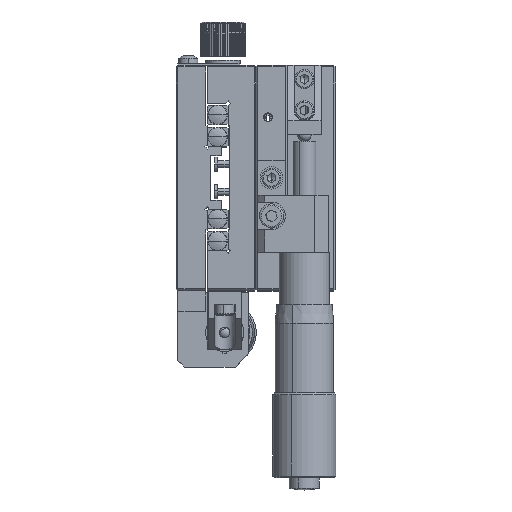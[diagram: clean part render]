
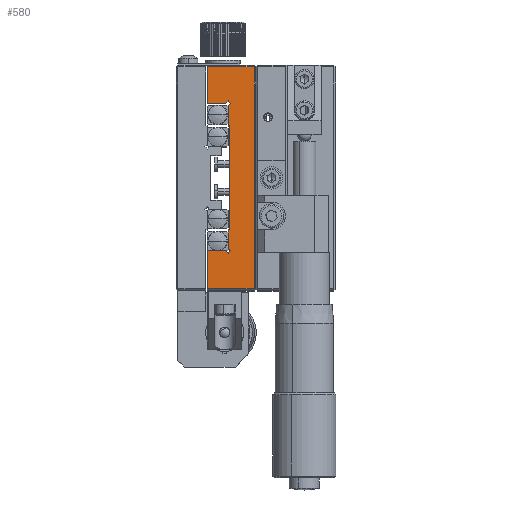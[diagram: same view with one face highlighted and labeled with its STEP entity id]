
A CAD part, top view. The second image highlights one B-rep face of the part: STEP entity #580.
In plain terms, the highlighted planar face has unit normal (0, 0, 1).
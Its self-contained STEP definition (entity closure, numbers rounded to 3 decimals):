
#545 = CARTESIAN_POINT ( 'NONE',  ( -4.48, 18.359, 32.5 ) ) ;
#580 = ADVANCED_FACE ( 'NONE', ( #26946 ), #49005, .T. ) ;
#620 = ORIENTED_EDGE ( 'NONE', *, *, #21894, .T. ) ;
#626 = EDGE_CURVE ( 'NONE', #21967, #29572, #31740, .T. ) ;
#688 = ORIENTED_EDGE ( 'NONE', *, *, #22515, .F. ) ;
#776 = CARTESIAN_POINT ( 'NONE',  ( 2.313, 29.359, 32.5 ) ) ;
#963 = CARTESIAN_POINT ( 'NONE',  ( -4.48, 18.359, 32.5 ) ) ;
#1028 = CARTESIAN_POINT ( 'NONE',  ( -4.687, 11.859, 32.5 ) ) ;
#2132 = LINE ( 'NONE', #49440, #35840 ) ;
#2494 = VERTEX_POINT ( 'NONE', #24767 ) ;
#2676 = EDGE_CURVE ( 'NONE', #19547, #44968, #35207, .T. ) ;
#2815 = CARTESIAN_POINT ( 'NONE',  ( -11.187, -24.141, 32.5 ) ) ;
#3717 = CARTESIAN_POINT ( 'NONE',  ( -11.187, 18.359, 32.5 ) ) ;
#4262 = CARTESIAN_POINT ( 'NONE',  ( -5.187, -24.848, 32.5 ) ) ;
#4284 = CARTESIAN_POINT ( 'NONE',  ( -11.187, -35.141, 32.5 ) ) ;
#4690 = VERTEX_POINT ( 'NONE', #15844 ) ;
#5179 = ORIENTED_EDGE ( 'NONE', *, *, #12817, .F. ) ;
#5275 = CARTESIAN_POINT ( 'NONE',  ( -5.187, -23.434, 32.5 ) ) ;
#5387 = CARTESIAN_POINT ( 'NONE',  ( -5.894, -24.141, 32.5 ) ) ;
#6055 = ORIENTED_EDGE ( 'NONE', *, *, #11392, .F. ) ;
#6417 = ORIENTED_EDGE ( 'NONE', *, *, #626, .F. ) ;
#6460 = CARTESIAN_POINT ( 'NONE',  ( -5.894, -24.141, 32.5 ) ) ;
#7326 = LINE ( 'NONE', #40801, #15143 ) ;
#7462 = ORIENTED_EDGE ( 'NONE', *, *, #20600, .F. ) ;
#7791 = ORIENTED_EDGE ( 'NONE', *, *, #47041, .T. ) ;
#8198 = VERTEX_POINT ( 'NONE', #42784 ) ;
#9037 = CARTESIAN_POINT ( 'NONE',  ( -4.687, 11.859, 32.5 ) ) ;
#9228 = ORIENTED_EDGE ( 'NONE', *, *, #22171, .F. ) ;
#9243 = CARTESIAN_POINT ( 'NONE',  ( 2.313, -35.141, 32.5 ) ) ;
#9252 = VECTOR ( 'NONE', #12073, 1000. ) ;
#9677 = DIRECTION ( 'NONE',  ( -0.707, 0.707, 0. ) ) ;
#10473 = EDGE_CURVE ( 'NONE', #44875, #43027, #39388, .T. ) ;
#11189 = LINE ( 'NONE', #40611, #28612 ) ;
#11392 = EDGE_CURVE ( 'NONE', #44968, #4690, #19468, .T. ) ;
#12073 = DIRECTION ( 'NONE',  ( 0., 1., 0. ) ) ;
#12170 = EDGE_CURVE ( 'NONE', #43065, #2494, #12208, .T. ) ;
#12208 = LINE ( 'NONE', #41224, #26616 ) ;
#12432 = LINE ( 'NONE', #9037, #48333 ) ;
#12576 = ORIENTED_EDGE ( 'NONE', *, *, #12170, .F. ) ;
#12674 = EDGE_CURVE ( 'NONE', #29572, #22823, #44035, .T. ) ;
#12817 = EDGE_CURVE ( 'NONE', #43027, #43065, #16166, .T. ) ;
#14058 = DIRECTION ( 'NONE',  ( 0.707, 0.707, 0. ) ) ;
#14265 = ORIENTED_EDGE ( 'NONE', *, *, #26405, .F. ) ;
#14342 = CARTESIAN_POINT ( 'NONE',  ( 2.813, 29.359, 32.5 ) ) ;
#14411 = LINE ( 'NONE', #19622, #33634 ) ;
#14609 = LINE ( 'NONE', #42648, #21216 ) ;
#15143 = VECTOR ( 'NONE', #29913, 1000. ) ;
#15171 = CARTESIAN_POINT ( 'NONE',  ( -4.48, -24.141, 32.5 ) ) ;
#15288 = EDGE_CURVE ( 'NONE', #21967, #20269, #2132, .T. ) ;
#15810 = VERTEX_POINT ( 'NONE', #4262 ) ;
#15844 = CARTESIAN_POINT ( 'NONE',  ( -11.187, 28.859, 32.5 ) ) ;
#16123 = VECTOR ( 'NONE', #33972, 1000. ) ;
#16166 = LINE ( 'NONE', #545, #40175 ) ;
#16266 = DIRECTION ( 'NONE',  ( 0., 1., 0. ) ) ;
#16777 = CARTESIAN_POINT ( 'NONE',  ( -5.187, 17.652, 32.5 ) ) ;
#16797 = VERTEX_POINT ( 'NONE', #24547 ) ;
#17409 = CARTESIAN_POINT ( 'NONE',  ( -5.187, -18.141, 32.5 ) ) ;
#17462 = LINE ( 'NONE', #776, #30083 ) ;
#17631 = LINE ( 'NONE', #48402, #36839 ) ;
#17801 = ORIENTED_EDGE ( 'NONE', *, *, #15288, .T. ) ;
#18040 = DIRECTION ( 'NONE',  ( 1., 0., 0. ) ) ;
#18172 = CARTESIAN_POINT ( 'NONE',  ( 2.313, 28.859, 32.5 ) ) ;
#18268 = DIRECTION ( 'NONE',  ( -0.707, 0.707, 0. ) ) ;
#18850 = VECTOR ( 'NONE', #30524, 1000. ) ;
#19103 = CARTESIAN_POINT ( 'NONE',  ( -11.187, 28.859, 32.5 ) ) ;
#19468 = LINE ( 'NONE', #49596, #9252 ) ;
#19547 = VERTEX_POINT ( 'NONE', #42503 ) ;
#19622 = CARTESIAN_POINT ( 'NONE',  ( -5.187, 19.066, 32.5 ) ) ;
#20269 = VERTEX_POINT ( 'NONE', #9243 ) ;
#20535 = ORIENTED_EDGE ( 'NONE', *, *, #12674, .F. ) ;
#20600 = EDGE_CURVE ( 'NONE', #8198, #34282, #12432, .T. ) ;
#20907 = CARTESIAN_POINT ( 'NONE',  ( -5.187, 17.652, 32.5 ) ) ;
#21216 = VECTOR ( 'NONE', #46209, 1000. ) ;
#21454 = DIRECTION ( 'NONE',  ( 1., 0., 0. ) ) ;
#21894 = EDGE_CURVE ( 'NONE', #35776, #4690, #44068, .T. ) ;
#21967 = VERTEX_POINT ( 'NONE', #4284 ) ;
#22171 = EDGE_CURVE ( 'NONE', #30602, #38755, #29649, .T. ) ;
#22273 = CARTESIAN_POINT ( 'NONE',  ( -5.187, 11.859, 32.5 ) ) ;
#22515 = EDGE_CURVE ( 'NONE', #34282, #44875, #14609, .T. ) ;
#22823 = VERTEX_POINT ( 'NONE', #5387 ) ;
#23688 = DIRECTION ( 'NONE',  ( -0.707, -0.707, 0. ) ) ;
#24547 = CARTESIAN_POINT ( 'NONE',  ( -5.187, -18.141, 32.5 ) ) ;
#24675 = DIRECTION ( 'NONE',  ( 0., 1., 0. ) ) ;
#24767 = CARTESIAN_POINT ( 'NONE',  ( -5.187, 19.066, 32.5 ) ) ;
#24789 = DIRECTION ( 'NONE',  ( 0., 1., 0. ) ) ;
#26405 = EDGE_CURVE ( 'NONE', #2494, #19547, #14411, .T. ) ;
#26616 = VECTOR ( 'NONE', #18268, 1000. ) ;
#26946 = FACE_OUTER_BOUND ( 'NONE', #39297, .T. ) ;
#28612 = VECTOR ( 'NONE', #43813, 1000. ) ;
#29048 = ORIENTED_EDGE ( 'NONE', *, *, #43649, .F. ) ;
#29572 = VERTEX_POINT ( 'NONE', #2815 ) ;
#29649 = LINE ( 'NONE', #5275, #34466 ) ;
#29913 = DIRECTION ( 'NONE',  ( 0.707, -0.707, 0. ) ) ;
#30083 = VECTOR ( 'NONE', #16266, 1000. ) ;
#30524 = DIRECTION ( 'NONE',  ( -1., 0., 0. ) ) ;
#30602 = VERTEX_POINT ( 'NONE', #15171 ) ;
#30879 = VECTOR ( 'NONE', #21454, 1000. ) ;
#31483 = AXIS2_PLACEMENT_3D ( 'NONE', #14342, #37638, #18040 ) ;
#31740 = LINE ( 'NONE', #34147, #16123 ) ;
#33634 = VECTOR ( 'NONE', #23688, 1000. ) ;
#33972 = DIRECTION ( 'NONE',  ( 0., 1., 0. ) ) ;
#34002 = VECTOR ( 'NONE', #24789, 1000. ) ;
#34147 = CARTESIAN_POINT ( 'NONE',  ( -11.187, -24.141, 32.5 ) ) ;
#34228 = CARTESIAN_POINT ( 'NONE',  ( -5.187, -23.434, 32.5 ) ) ;
#34282 = VERTEX_POINT ( 'NONE', #1028 ) ;
#34313 = DIRECTION ( 'NONE',  ( -1., 0., 0. ) ) ;
#34359 = DIRECTION ( 'NONE',  ( 1., 0., 0. ) ) ;
#34466 = VECTOR ( 'NONE', #9677, 1000. ) ;
#34672 = CARTESIAN_POINT ( 'NONE',  ( -11.187, 18.359, 32.5 ) ) ;
#34867 = EDGE_CURVE ( 'NONE', #15810, #30602, #17631, .T. ) ;
#35207 = LINE ( 'NONE', #3717, #44753 ) ;
#35346 = DIRECTION ( 'NONE',  ( 0.707, 0.707, 0. ) ) ;
#35776 = VERTEX_POINT ( 'NONE', #18172 ) ;
#35840 = VECTOR ( 'NONE', #36060, 1000. ) ;
#36060 = DIRECTION ( 'NONE',  ( 1., 0., 0. ) ) ;
#36839 = VECTOR ( 'NONE', #14058, 1000. ) ;
#37638 = DIRECTION ( 'NONE',  ( 0., 0., 1. ) ) ;
#38003 = LINE ( 'NONE', #17409, #30879 ) ;
#38755 = VERTEX_POINT ( 'NONE', #34228 ) ;
#38782 = ORIENTED_EDGE ( 'NONE', *, *, #44297, .F. ) ;
#39297 = EDGE_LOOP ( 'NONE', ( #6417, #17801, #7791, #620, #6055, #49470, #14265, #12576, #5179, #45367, #688, #7462, #29048, #44364, #9228, #44286, #38782, #20535 ) ) ;
#39388 = LINE ( 'NONE', #20907, #34002 ) ;
#40175 = VECTOR ( 'NONE', #35346, 1000. ) ;
#40383 = VECTOR ( 'NONE', #34359, 1000. ) ;
#40611 = CARTESIAN_POINT ( 'NONE',  ( -5.187, -18.141, 32.5 ) ) ;
#40801 = CARTESIAN_POINT ( 'NONE',  ( -5.187, -24.848, 32.5 ) ) ;
#41224 = CARTESIAN_POINT ( 'NONE',  ( -5.187, 19.066, 32.5 ) ) ;
#41882 = EDGE_CURVE ( 'NONE', #38755, #16797, #11189, .T. ) ;
#42503 = CARTESIAN_POINT ( 'NONE',  ( -5.894, 18.359, 32.5 ) ) ;
#42648 = CARTESIAN_POINT ( 'NONE',  ( -5.187, 11.859, 32.5 ) ) ;
#42784 = CARTESIAN_POINT ( 'NONE',  ( -4.687, -18.141, 32.5 ) ) ;
#43027 = VERTEX_POINT ( 'NONE', #16777 ) ;
#43065 = VERTEX_POINT ( 'NONE', #963 ) ;
#43649 = EDGE_CURVE ( 'NONE', #16797, #8198, #38003, .T. ) ;
#43813 = DIRECTION ( 'NONE',  ( 0., 1., 0. ) ) ;
#44035 = LINE ( 'NONE', #6460, #40383 ) ;
#44068 = LINE ( 'NONE', #19103, #18850 ) ;
#44286 = ORIENTED_EDGE ( 'NONE', *, *, #34867, .F. ) ;
#44297 = EDGE_CURVE ( 'NONE', #22823, #15810, #7326, .T. ) ;
#44364 = ORIENTED_EDGE ( 'NONE', *, *, #41882, .F. ) ;
#44753 = VECTOR ( 'NONE', #34313, 1000. ) ;
#44875 = VERTEX_POINT ( 'NONE', #22273 ) ;
#44968 = VERTEX_POINT ( 'NONE', #34672 ) ;
#45367 = ORIENTED_EDGE ( 'NONE', *, *, #10473, .F. ) ;
#46209 = DIRECTION ( 'NONE',  ( -1., 0., 0. ) ) ;
#47041 = EDGE_CURVE ( 'NONE', #20269, #35776, #17462, .T. ) ;
#48333 = VECTOR ( 'NONE', #24675, 1000. ) ;
#48402 = CARTESIAN_POINT ( 'NONE',  ( -4.48, -24.141, 32.5 ) ) ;
#49005 = PLANE ( 'NONE',  #31483 ) ;
#49440 = CARTESIAN_POINT ( 'NONE',  ( 2.813, -35.141, 32.5 ) ) ;
#49470 = ORIENTED_EDGE ( 'NONE', *, *, #2676, .F. ) ;
#49596 = CARTESIAN_POINT ( 'NONE',  ( -11.187, 29.359, 32.5 ) ) ;
